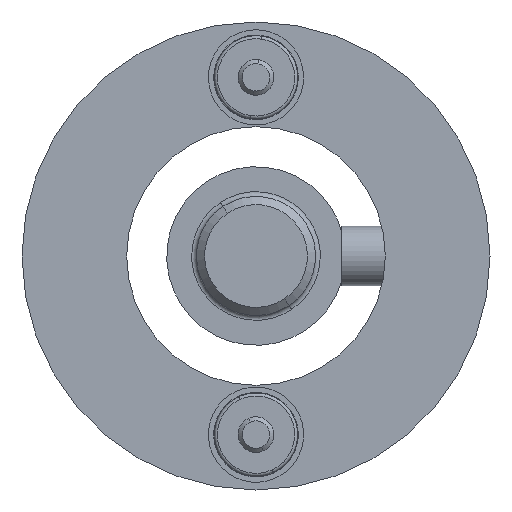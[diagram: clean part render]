
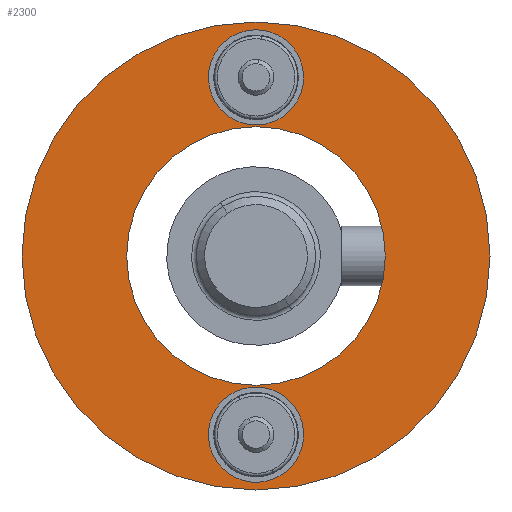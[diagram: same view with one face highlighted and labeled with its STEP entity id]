
A CAD part, left-side view. The second image highlights one B-rep face of the part: STEP entity #2300.
In plain terms, the highlighted planar face has unit normal (1, 0, 0).
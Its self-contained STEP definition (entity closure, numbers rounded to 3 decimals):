
#23 = CARTESIAN_POINT ( 'NONE',  ( 70., -7., 30. ) ) ;
#40 = CARTESIAN_POINT ( 'NONE',  ( 70., 0., 30. ) ) ;
#44 = DIRECTION ( 'NONE',  ( 0., -1., 0. ) ) ;
#70 = CIRCLE ( 'NONE', #1022, 21.715 ) ;
#164 = DIRECTION ( 'NONE',  ( -1., 0., 0. ) ) ;
#177 = DIRECTION ( 'NONE',  ( 0., -1., 0. ) ) ;
#227 = EDGE_CURVE ( 'NONE', #2014, #2014, #531, .T. ) ;
#311 = ORIENTED_EDGE ( 'NONE', *, *, #2024, .T. ) ;
#352 = VERTEX_POINT ( 'NONE', #1679 ) ;
#452 = CARTESIAN_POINT ( 'NONE',  ( 70., 0., 0. ) ) ;
#462 = DIRECTION ( 'NONE',  ( -1., 0., 0. ) ) ;
#531 = CIRCLE ( 'NONE', #856, 7. ) ;
#580 = ORIENTED_EDGE ( 'NONE', *, *, #2256, .F. ) ;
#674 = FACE_BOUND ( 'NONE', #1563, .T. ) ;
#763 = AXIS2_PLACEMENT_3D ( 'NONE', #40, #1138, #2088 ) ;
#781 = CARTESIAN_POINT ( 'NONE',  ( 70., -7., -30. ) ) ;
#827 = EDGE_CURVE ( 'NONE', #1896, #1896, #1230, .T. ) ;
#856 = AXIS2_PLACEMENT_3D ( 'NONE', #2064, #959, #44 ) ;
#867 = DIRECTION ( 'NONE',  ( 0., -1., 0. ) ) ;
#906 = PLANE ( 'NONE',  #1140 ) ;
#922 = CARTESIAN_POINT ( 'NONE',  ( 70., 21.715, 0. ) ) ;
#959 = DIRECTION ( 'NONE',  ( -1., 0., 0. ) ) ;
#1006 = EDGE_LOOP ( 'NONE', ( #1501 ) ) ;
#1022 = AXIS2_PLACEMENT_3D ( 'NONE', #452, #462, #2342 ) ;
#1050 = CARTESIAN_POINT ( 'NONE',  ( 70., 0., 0. ) ) ;
#1138 = DIRECTION ( 'NONE',  ( 1., 0., 0. ) ) ;
#1140 = AXIS2_PLACEMENT_3D ( 'NONE', #922, #164, #177 ) ;
#1230 = CIRCLE ( 'NONE', #763, 7. ) ;
#1246 = EDGE_LOOP ( 'NONE', ( #580 ) ) ;
#1323 = CARTESIAN_POINT ( 'NONE',  ( 70., -21.715, 0. ) ) ;
#1381 = AXIS2_PLACEMENT_3D ( 'NONE', #1050, #1592, #867 ) ;
#1501 = ORIENTED_EDGE ( 'NONE', *, *, #827, .F. ) ;
#1542 = FACE_BOUND ( 'NONE', #1621, .T. ) ;
#1563 = EDGE_LOOP ( 'NONE', ( #1826 ) ) ;
#1572 = FACE_OUTER_BOUND ( 'NONE', #1246, .T. ) ;
#1592 = DIRECTION ( 'NONE',  ( -1., 0., 0. ) ) ;
#1621 = EDGE_LOOP ( 'NONE', ( #311 ) ) ;
#1679 = CARTESIAN_POINT ( 'NONE',  ( 70., -39.3, 0. ) ) ;
#1826 = ORIENTED_EDGE ( 'NONE', *, *, #227, .T. ) ;
#1896 = VERTEX_POINT ( 'NONE', #23 ) ;
#2014 = VERTEX_POINT ( 'NONE', #781 ) ;
#2024 = EDGE_CURVE ( 'NONE', #2335, #2335, #70, .T. ) ;
#2064 = CARTESIAN_POINT ( 'NONE',  ( 70., 0., -30. ) ) ;
#2068 = FACE_BOUND ( 'NONE', #1006, .T. ) ;
#2088 = DIRECTION ( 'NONE',  ( 0., -1., 0. ) ) ;
#2157 = CIRCLE ( 'NONE', #1381, 39.3 ) ;
#2256 = EDGE_CURVE ( 'NONE', #352, #352, #2157, .T. ) ;
#2300 = ADVANCED_FACE ( 'NONE', ( #2068, #674, #1572, #1542 ), #906, .F. ) ;
#2335 = VERTEX_POINT ( 'NONE', #1323 ) ;
#2342 = DIRECTION ( 'NONE',  ( 0., -1., 0. ) ) ;
